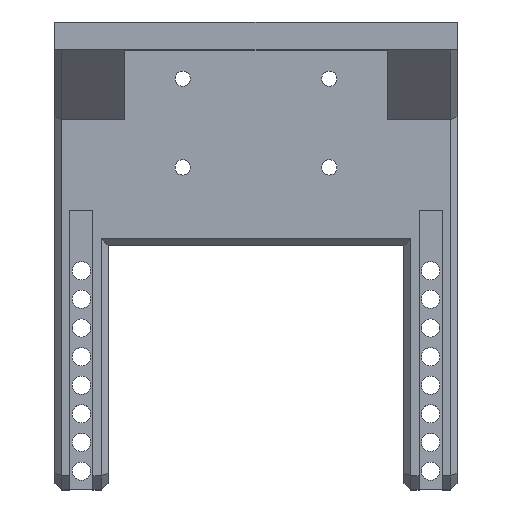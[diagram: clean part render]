
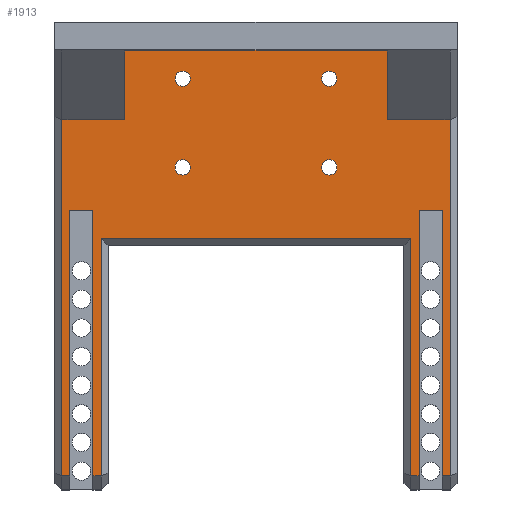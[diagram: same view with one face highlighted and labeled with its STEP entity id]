
A CAD part, top view. The second image highlights one B-rep face of the part: STEP entity #1913.
In plain terms, the highlighted planar face has unit normal (0, 0, 1).
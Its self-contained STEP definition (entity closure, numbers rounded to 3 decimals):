
#39=FACE_BOUND('',#245,.T.);
#40=FACE_BOUND('',#246,.T.);
#41=FACE_BOUND('',#247,.T.);
#42=FACE_BOUND('',#248,.T.);
#87=CIRCLE('',#2029,1.1);
#88=CIRCLE('',#2030,1.1);
#89=CIRCLE('',#2031,1.1);
#90=CIRCLE('',#2032,1.1);
#143=FACE_OUTER_BOUND('',#244,.T.);
#244=EDGE_LOOP('',(#1314,#1315,#1316,#1317,#1318,#1319,#1320,#1321,#1322,
#1323,#1324,#1325,#1326,#1327,#1328,#1329,#1330,#1331,#1332,#1333));
#245=EDGE_LOOP('',(#1334));
#246=EDGE_LOOP('',(#1335));
#247=EDGE_LOOP('',(#1336));
#248=EDGE_LOOP('',(#1337));
#393=LINE('',#2715,#618);
#407=LINE('',#2742,#632);
#410=LINE('',#2748,#635);
#411=LINE('',#2750,#636);
#412=LINE('',#2752,#637);
#413=LINE('',#2754,#638);
#414=LINE('',#2756,#639);
#415=LINE('',#2758,#640);
#416=LINE('',#2760,#641);
#417=LINE('',#2762,#642);
#418=LINE('',#2764,#643);
#419=LINE('',#2766,#644);
#420=LINE('',#2768,#645);
#421=LINE('',#2770,#646);
#422=LINE('',#2772,#647);
#423=LINE('',#2774,#648);
#424=LINE('',#2776,#649);
#425=LINE('',#2778,#650);
#426=LINE('',#2780,#651);
#427=LINE('',#2781,#652);
#618=VECTOR('',#2185,10.);
#632=VECTOR('',#2209,10.);
#635=VECTOR('',#2214,10.);
#636=VECTOR('',#2215,10.);
#637=VECTOR('',#2216,10.);
#638=VECTOR('',#2217,10.);
#639=VECTOR('',#2218,10.);
#640=VECTOR('',#2219,10.);
#641=VECTOR('',#2220,10.);
#642=VECTOR('',#2221,10.);
#643=VECTOR('',#2222,10.);
#644=VECTOR('',#2223,10.);
#645=VECTOR('',#2224,10.);
#646=VECTOR('',#2225,10.);
#647=VECTOR('',#2226,10.);
#648=VECTOR('',#2227,10.);
#649=VECTOR('',#2228,10.);
#650=VECTOR('',#2229,10.);
#651=VECTOR('',#2230,10.);
#652=VECTOR('',#2231,10.);
#840=VERTEX_POINT('',#2706);
#843=VERTEX_POINT('',#2714);
#851=VERTEX_POINT('',#2741);
#853=VERTEX_POINT('',#2747);
#854=VERTEX_POINT('',#2749);
#855=VERTEX_POINT('',#2751);
#856=VERTEX_POINT('',#2753);
#857=VERTEX_POINT('',#2755);
#858=VERTEX_POINT('',#2757);
#859=VERTEX_POINT('',#2759);
#860=VERTEX_POINT('',#2761);
#861=VERTEX_POINT('',#2763);
#862=VERTEX_POINT('',#2765);
#863=VERTEX_POINT('',#2767);
#864=VERTEX_POINT('',#2769);
#865=VERTEX_POINT('',#2771);
#866=VERTEX_POINT('',#2773);
#867=VERTEX_POINT('',#2775);
#868=VERTEX_POINT('',#2777);
#869=VERTEX_POINT('',#2779);
#870=VERTEX_POINT('',#2782);
#871=VERTEX_POINT('',#2784);
#872=VERTEX_POINT('',#2786);
#873=VERTEX_POINT('',#2788);
#1017=EDGE_CURVE('',#840,#843,#393,.T.);
#1031=EDGE_CURVE('',#851,#843,#407,.T.);
#1034=EDGE_CURVE('',#840,#853,#410,.T.);
#1035=EDGE_CURVE('',#853,#854,#411,.T.);
#1036=EDGE_CURVE('',#854,#855,#412,.T.);
#1037=EDGE_CURVE('',#855,#856,#413,.T.);
#1038=EDGE_CURVE('',#856,#857,#414,.T.);
#1039=EDGE_CURVE('',#858,#857,#415,.T.);
#1040=EDGE_CURVE('',#859,#858,#416,.T.);
#1041=EDGE_CURVE('',#860,#859,#417,.T.);
#1042=EDGE_CURVE('',#860,#861,#418,.T.);
#1043=EDGE_CURVE('',#861,#862,#419,.T.);
#1044=EDGE_CURVE('',#862,#863,#420,.T.);
#1045=EDGE_CURVE('',#863,#864,#421,.T.);
#1046=EDGE_CURVE('',#864,#865,#422,.T.);
#1047=EDGE_CURVE('',#866,#865,#423,.T.);
#1048=EDGE_CURVE('',#866,#867,#424,.T.);
#1049=EDGE_CURVE('',#867,#868,#425,.T.);
#1050=EDGE_CURVE('',#868,#869,#426,.T.);
#1051=EDGE_CURVE('',#869,#851,#427,.T.);
#1052=EDGE_CURVE('',#870,#870,#87,.T.);
#1053=EDGE_CURVE('',#871,#871,#88,.T.);
#1054=EDGE_CURVE('',#872,#872,#89,.T.);
#1055=EDGE_CURVE('',#873,#873,#90,.T.);
#1314=ORIENTED_EDGE('',*,*,#1017,.F.);
#1315=ORIENTED_EDGE('',*,*,#1034,.T.);
#1316=ORIENTED_EDGE('',*,*,#1035,.T.);
#1317=ORIENTED_EDGE('',*,*,#1036,.T.);
#1318=ORIENTED_EDGE('',*,*,#1037,.T.);
#1319=ORIENTED_EDGE('',*,*,#1038,.T.);
#1320=ORIENTED_EDGE('',*,*,#1039,.F.);
#1321=ORIENTED_EDGE('',*,*,#1040,.F.);
#1322=ORIENTED_EDGE('',*,*,#1041,.F.);
#1323=ORIENTED_EDGE('',*,*,#1042,.T.);
#1324=ORIENTED_EDGE('',*,*,#1043,.T.);
#1325=ORIENTED_EDGE('',*,*,#1044,.T.);
#1326=ORIENTED_EDGE('',*,*,#1045,.T.);
#1327=ORIENTED_EDGE('',*,*,#1046,.T.);
#1328=ORIENTED_EDGE('',*,*,#1047,.F.);
#1329=ORIENTED_EDGE('',*,*,#1048,.T.);
#1330=ORIENTED_EDGE('',*,*,#1049,.T.);
#1331=ORIENTED_EDGE('',*,*,#1050,.T.);
#1332=ORIENTED_EDGE('',*,*,#1051,.T.);
#1333=ORIENTED_EDGE('',*,*,#1031,.T.);
#1334=ORIENTED_EDGE('',*,*,#1052,.T.);
#1335=ORIENTED_EDGE('',*,*,#1053,.T.);
#1336=ORIENTED_EDGE('',*,*,#1054,.T.);
#1337=ORIENTED_EDGE('',*,*,#1055,.T.);
#1836=PLANE('',#2028);
#1913=ADVANCED_FACE('',(#143,#39,#40,#41,#42),#1836,.T.);
#2028=AXIS2_PLACEMENT_3D('',#2746,#2212,#2213);
#2029=AXIS2_PLACEMENT_3D('',#2783,#2232,#2233);
#2030=AXIS2_PLACEMENT_3D('',#2785,#2234,#2235);
#2031=AXIS2_PLACEMENT_3D('',#2787,#2236,#2237);
#2032=AXIS2_PLACEMENT_3D('',#2789,#2238,#2239);
#2185=DIRECTION('',(0.,1.,0.));
#2209=DIRECTION('',(-1.,0.,0.));
#2212=DIRECTION('center_axis',(0.,0.,1.));
#2213=DIRECTION('ref_axis',(1.,0.,0.));
#2214=DIRECTION('',(1.,0.,0.));
#2215=DIRECTION('',(0.,1.,0.));
#2216=DIRECTION('',(1.,0.,0.));
#2217=DIRECTION('',(0.,-1.,0.));
#2218=DIRECTION('',(1.,0.,0.));
#2219=DIRECTION('',(0.,-1.,0.));
#2220=DIRECTION('',(-1.,0.,0.));
#2221=DIRECTION('',(0.,1.,0.));
#2222=DIRECTION('',(1.,0.,0.));
#2223=DIRECTION('',(0.,1.,0.));
#2224=DIRECTION('',(1.,0.,0.));
#2225=DIRECTION('',(0.,-1.,0.));
#2226=DIRECTION('',(1.,0.,0.));
#2227=DIRECTION('',(0.,-1.,0.));
#2228=DIRECTION('',(-1.,0.,0.));
#2229=DIRECTION('',(0.,1.,0.));
#2230=DIRECTION('',(-1.,0.,0.));
#2231=DIRECTION('',(0.,-1.,0.));
#2232=DIRECTION('center_axis',(0.,0.,-1.));
#2233=DIRECTION('ref_axis',(1.,0.,0.));
#2234=DIRECTION('center_axis',(0.,0.,-1.));
#2235=DIRECTION('ref_axis',(1.,0.,0.));
#2236=DIRECTION('center_axis',(0.,0.,-1.));
#2237=DIRECTION('ref_axis',(1.,0.,0.));
#2238=DIRECTION('center_axis',(0.,0.,-1.));
#2239=DIRECTION('ref_axis',(1.,0.,0.));
#2706=CARTESIAN_POINT('',(1.,2.,5.));
#2714=CARTESIAN_POINT('',(1.,53.,5.));
#2715=CARTESIAN_POINT('',(1.,47.25,5.));
#2741=CARTESIAN_POINT('',(10.,53.,5.));
#2742=CARTESIAN_POINT('',(26.9,53.,5.));
#2746=CARTESIAN_POINT('Origin',(53.8,31.5,5.));
#2747=CARTESIAN_POINT('',(2.15,2.,5.));
#2748=CARTESIAN_POINT('',(26.9,2.,5.));
#2749=CARTESIAN_POINT('',(2.15,40.,5.));
#2750=CARTESIAN_POINT('',(2.15,0.,5.));
#2751=CARTESIAN_POINT('',(5.45,40.,5.));
#2752=CARTESIAN_POINT('',(2.15,40.,5.));
#2753=CARTESIAN_POINT('',(5.45,2.,5.));
#2754=CARTESIAN_POINT('',(5.45,40.,5.));
#2755=CARTESIAN_POINT('',(6.6,2.,5.));
#2756=CARTESIAN_POINT('',(26.9,2.,5.));
#2757=CARTESIAN_POINT('',(6.6,36.,5.));
#2758=CARTESIAN_POINT('',(6.6,15.75,5.));
#2759=CARTESIAN_POINT('',(51.,36.,5.));
#2760=CARTESIAN_POINT('',(48.55,36.,5.));
#2761=CARTESIAN_POINT('',(51.,2.,5.));
#2762=CARTESIAN_POINT('',(51.,47.25,5.));
#2763=CARTESIAN_POINT('',(52.15,2.,5.));
#2764=CARTESIAN_POINT('',(26.9,2.,5.));
#2765=CARTESIAN_POINT('',(52.15,40.,5.));
#2766=CARTESIAN_POINT('',(52.15,40.,5.));
#2767=CARTESIAN_POINT('',(55.45,40.,5.));
#2768=CARTESIAN_POINT('',(55.45,40.,5.));
#2769=CARTESIAN_POINT('',(55.45,2.,5.));
#2770=CARTESIAN_POINT('',(55.45,0.,5.));
#2771=CARTESIAN_POINT('',(56.6,2.,5.));
#2772=CARTESIAN_POINT('',(26.9,2.,5.));
#2773=CARTESIAN_POINT('',(56.6,53.,5.));
#2774=CARTESIAN_POINT('',(56.6,15.75,5.));
#2775=CARTESIAN_POINT('',(47.6,53.,5.));
#2776=CARTESIAN_POINT('',(55.7,53.,5.));
#2777=CARTESIAN_POINT('',(47.6,63.,5.));
#2778=CARTESIAN_POINT('',(47.6,44.75,5.));
#2779=CARTESIAN_POINT('',(10.,63.,5.));
#2780=CARTESIAN_POINT('',(50.,63.,5.));
#2781=CARTESIAN_POINT('',(10.,44.75,5.));
#2782=CARTESIAN_POINT('',(38.2,46.2,5.));
#2783=CARTESIAN_POINT('Origin',(39.3,46.2,5.));
#2784=CARTESIAN_POINT('',(17.2,46.2,5.));
#2785=CARTESIAN_POINT('Origin',(18.3,46.2,5.));
#2786=CARTESIAN_POINT('',(17.2,58.9,5.));
#2787=CARTESIAN_POINT('Origin',(18.3,58.9,5.));
#2788=CARTESIAN_POINT('',(38.2,58.9,5.));
#2789=CARTESIAN_POINT('Origin',(39.3,58.9,5.));
